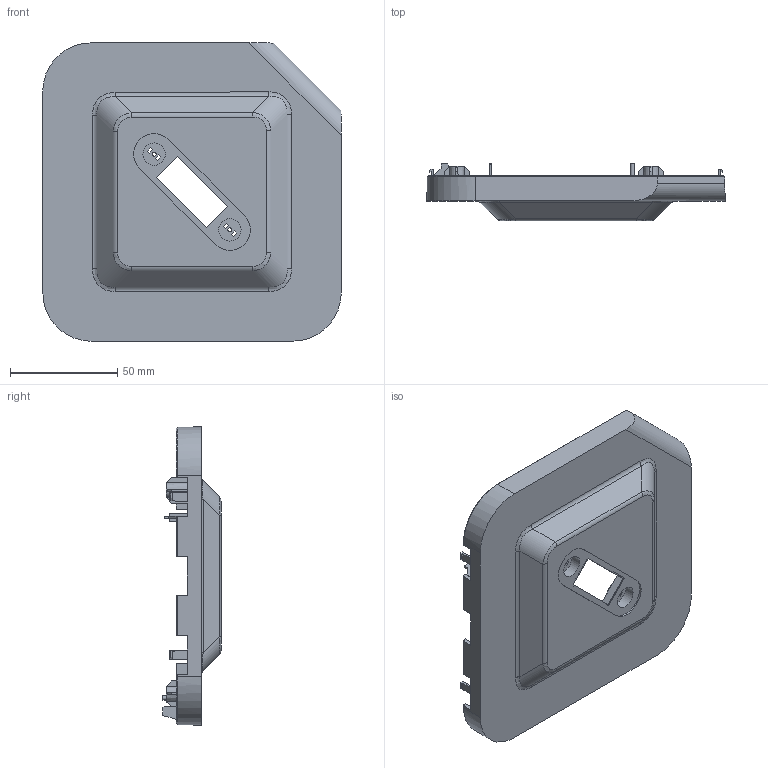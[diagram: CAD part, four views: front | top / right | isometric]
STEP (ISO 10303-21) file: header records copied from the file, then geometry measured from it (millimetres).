
FILE_DESCRIPTION(/* description */ ('Unknown'),/* implementation_level */ '2;1');
FILE_NAME(/* name */ 'node tree foot part',/* time_stamp */ '2021-03-25T00:24:32+07:00',/* author */ ('Unknown'),/* organization */ ('Unknown'),/* preprocessor_version */ 'ST-DEVELOPER v16.7',/* originating_system */ 'DEX',/* authorisation */ $);
FILE_SCHEMA (('AUTOMOTIVE_DESIGN {1 0 10303 214 3 1 1}'));
Length unit declared in the file: millimetre
Products named in the file (1): node tree foot part
Bounding box: 139.23 x 27.1 x 139.23 mm (x, y, z)
Volume: 44650.4 mm3; surface area: 55426 mm2
Topology: 1 solids, 1 shells, 482 faces, 1299 edges, 856 vertices
Faces by surface type: plane 354, cylinder 72, cone 29, bspline 27
Full cylindrical faces by diameter (mm): 1.926 x2, 2 x1, 2.4 x8, 2.5 x4, 10.4 x2, 13 x1, 14.4 x1
Entity records: 15305 total; most frequent: CARTESIAN_POINT 3371, ORIENTED_EDGE 2472, DIRECTION 2371, EDGE_CURVE 1236, LINE 895, VECTOR 895, VERTEX_POINT 836, AXIS2_PLACEMENT_3D 738
